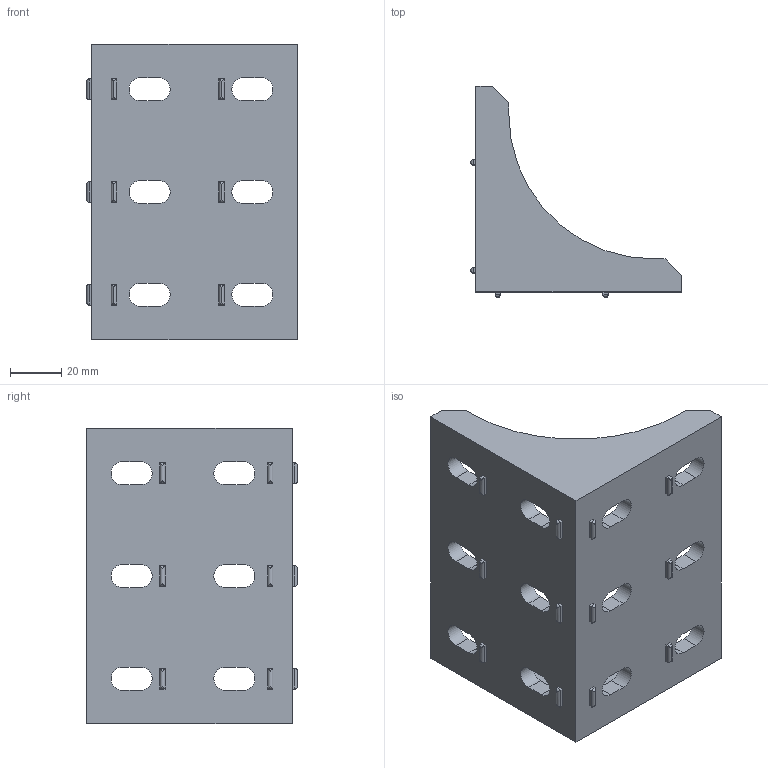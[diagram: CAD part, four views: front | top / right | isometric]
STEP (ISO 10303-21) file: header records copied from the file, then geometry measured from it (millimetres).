
FILE_DESCRIPTION((''),'2;1');
FILE_NAME('DCB75115-8.stp','2009-08-31T16:19:31',('Administrator'),(''),'Autodesk Inventor 2008','Autodesk Inventor 2008','');
FILE_SCHEMA(('AUTOMOTIVE_DESIGN { 1 0 10303 214 1 1 1 1 }'));
Length unit declared in the file: millimetre
Products named in the file (1): DCB75115-8
Bounding box: 82 x 82 x 115 mm (x, y, z)
Volume: 120539.8 mm3; surface area: 45243.2 mm2
Topology: 1 solids, 1 shells, 164 faces, 398 edges, 248 vertices
Faces by surface type: plane 96, cylinder 68
Entity records: 4800 total; most frequent: DIRECTION 828, CARTESIAN_POINT 811, ORIENTED_EDGE 796, EDGE_CURVE 398, VECTOR 298, LINE 298, AXIS2_PLACEMENT_3D 265, VERTEX_POINT 248
